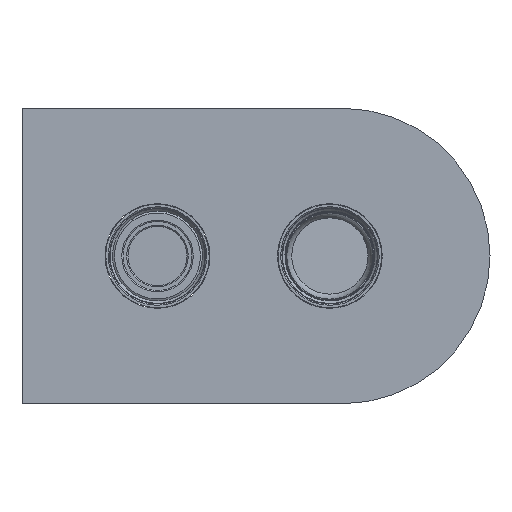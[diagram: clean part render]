
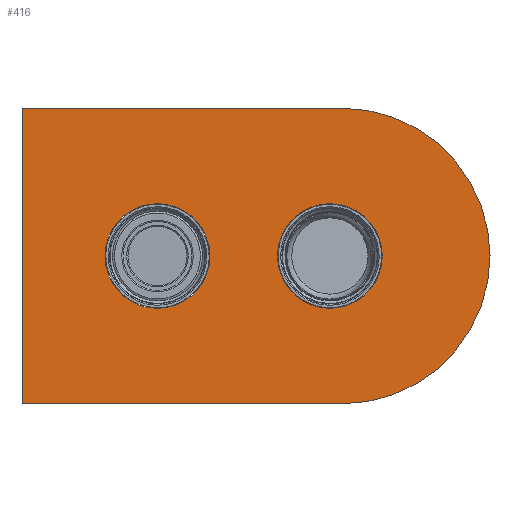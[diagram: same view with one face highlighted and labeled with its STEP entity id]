
A CAD part, left-side view. The second image highlights one B-rep face of the part: STEP entity #416.
In plain terms, the highlighted planar face has unit normal (-1, 0, 0).
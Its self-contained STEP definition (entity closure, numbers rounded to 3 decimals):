
#93 = DIRECTION ( 'NONE',  ( 0., 0., -1. ) ) ;
#336 = CARTESIAN_POINT ( 'NONE',  ( 187.767, -40.185, 94.409 ) ) ;
#358 = CARTESIAN_POINT ( 'NONE',  ( 187.767, 89.815, 34.409 ) ) ;
#361 = CARTESIAN_POINT ( 'NONE',  ( 187.767, -40.185, 34.409 ) ) ;
#416 = ADVANCED_FACE ( 'NONE', ( #2257, #8286, #2482 ), #5705, .T. ) ;
#502 = EDGE_CURVE ( 'NONE', #3389, #4128, #4095, .T. ) ;
#682 = CARTESIAN_POINT ( 'NONE',  ( 187.767, -40.185, 94.409 ) ) ;
#1795 = CARTESIAN_POINT ( 'NONE',  ( 187.767, -35.185, 94.409 ) ) ;
#1823 = DIRECTION ( 'NONE',  ( 0., 0., 1. ) ) ;
#2233 = LINE ( 'NONE', #358, #7611 ) ;
#2257 = FACE_BOUND ( 'NONE', #8628, .T. ) ;
#2482 = FACE_OUTER_BOUND ( 'NONE', #6101, .T. ) ;
#2945 = EDGE_CURVE ( 'NONE', #4128, #6879, #6511, .T. ) ;
#3048 = ORIENTED_EDGE ( 'NONE', *, *, #2945, .T. ) ;
#3181 = CARTESIAN_POINT ( 'NONE',  ( 187.767, 34.815, 115.659 ) ) ;
#3207 = VERTEX_POINT ( 'NONE', #361 ) ;
#3209 = DIRECTION ( 'NONE',  ( -1., 0., 0. ) ) ;
#3362 = CARTESIAN_POINT ( 'NONE',  ( 187.767, -35.185, 115.659 ) ) ;
#3389 = VERTEX_POINT ( 'NONE', #5350 ) ;
#3447 = VECTOR ( 'NONE', #8436, 1000. ) ;
#3544 = EDGE_CURVE ( 'NONE', #4896, #4896, #8489, .T. ) ;
#3608 = CARTESIAN_POINT ( 'NONE',  ( 187.767, 89.815, 154.409 ) ) ;
#3609 = ORIENTED_EDGE ( 'NONE', *, *, #7127, .T. ) ;
#3751 = CARTESIAN_POINT ( 'NONE',  ( 187.767, 34.815, 94.409 ) ) ;
#3842 = DIRECTION ( 'NONE',  ( -1., 0., 0. ) ) ;
#3853 = CIRCLE ( 'NONE', #7778, 21.25 ) ;
#3950 = EDGE_CURVE ( 'NONE', #6879, #3207, #2233, .T. ) ;
#4081 = ORIENTED_EDGE ( 'NONE', *, *, #3544, .F. ) ;
#4095 = LINE ( 'NONE', #7739, #3447 ) ;
#4128 = VERTEX_POINT ( 'NONE', #6977 ) ;
#4183 = DIRECTION ( 'NONE',  ( -1., 0., 0. ) ) ;
#4750 = CARTESIAN_POINT ( 'NONE',  ( 187.767, 89.815, 34.409 ) ) ;
#4837 = ORIENTED_EDGE ( 'NONE', *, *, #3950, .T. ) ;
#4896 = VERTEX_POINT ( 'NONE', #3181 ) ;
#4907 = ORIENTED_EDGE ( 'NONE', *, *, #5938, .F. ) ;
#5171 = AXIS2_PLACEMENT_3D ( 'NONE', #3751, #3842, #7382 ) ;
#5212 = ORIENTED_EDGE ( 'NONE', *, *, #502, .T. ) ;
#5350 = CARTESIAN_POINT ( 'NONE',  ( 187.767, -40.185, 154.409 ) ) ;
#5623 = AXIS2_PLACEMENT_3D ( 'NONE', #682, #4183, #6349 ) ;
#5705 = PLANE ( 'NONE',  #5623 ) ;
#5712 = CIRCLE ( 'NONE', #6127, 60. ) ;
#5922 = DIRECTION ( 'NONE',  ( -1., 0., 0. ) ) ;
#5938 = EDGE_CURVE ( 'NONE', #7670, #7670, #3853, .T. ) ;
#5963 = DIRECTION ( 'NONE',  ( 0., -1., 0. ) ) ;
#6101 = EDGE_LOOP ( 'NONE', ( #5212, #3048, #4837, #3609 ) ) ;
#6127 = AXIS2_PLACEMENT_3D ( 'NONE', #336, #5922, #7317 ) ;
#6349 = DIRECTION ( 'NONE',  ( 0., 0., 1. ) ) ;
#6511 = LINE ( 'NONE', #3608, #7618 ) ;
#6879 = VERTEX_POINT ( 'NONE', #4750 ) ;
#6977 = CARTESIAN_POINT ( 'NONE',  ( 187.767, 89.815, 154.409 ) ) ;
#7127 = EDGE_CURVE ( 'NONE', #3207, #3389, #5712, .T. ) ;
#7317 = DIRECTION ( 'NONE',  ( 0., 0., 1. ) ) ;
#7382 = DIRECTION ( 'NONE',  ( 0., 0., 1. ) ) ;
#7611 = VECTOR ( 'NONE', #5963, 1000. ) ;
#7618 = VECTOR ( 'NONE', #93, 1000. ) ;
#7670 = VERTEX_POINT ( 'NONE', #3362 ) ;
#7684 = EDGE_LOOP ( 'NONE', ( #4081 ) ) ;
#7739 = CARTESIAN_POINT ( 'NONE',  ( 187.767, -40.185, 154.409 ) ) ;
#7778 = AXIS2_PLACEMENT_3D ( 'NONE', #1795, #3209, #1823 ) ;
#8286 = FACE_BOUND ( 'NONE', #7684, .T. ) ;
#8436 = DIRECTION ( 'NONE',  ( 0., 1., 0. ) ) ;
#8489 = CIRCLE ( 'NONE', #5171, 21.25 ) ;
#8628 = EDGE_LOOP ( 'NONE', ( #4907 ) ) ;
